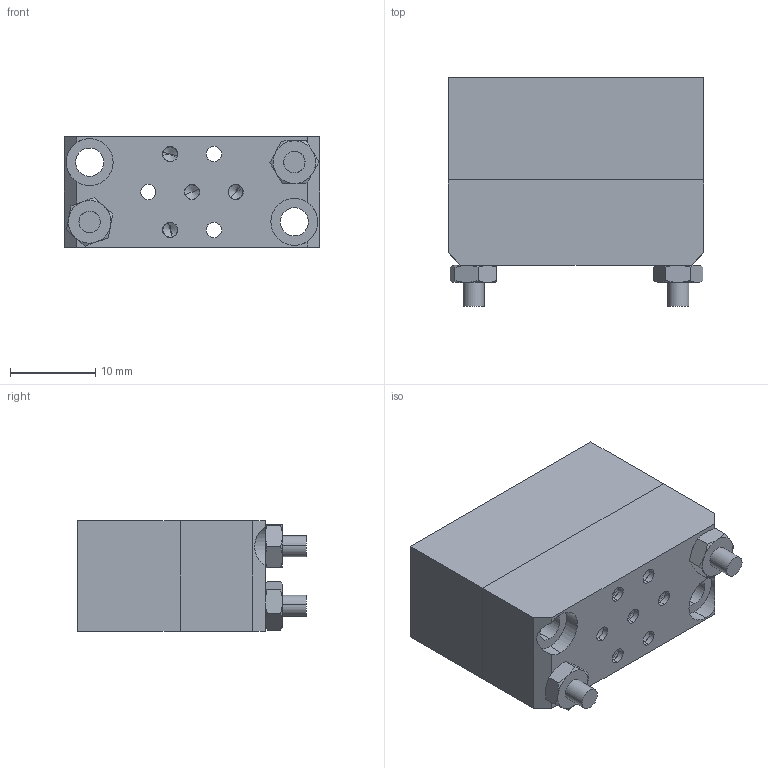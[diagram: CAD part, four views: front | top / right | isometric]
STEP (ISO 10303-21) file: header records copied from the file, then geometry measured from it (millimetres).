
FILE_DESCRIPTION (( 'STEP AP214' ), '1' );
FILE_NAME ('267-CON12K-4.STEP', '2014-02-13T14:56:07', ( 'allectra' ), ( 'Microsoft' ), 'SwSTEP 2.0', 'SolidWorks 2013', '' );
FILE_SCHEMA (( 'AUTOMOTIVE_DESIGN' ));
Length unit declared in the file: millimetre
Products named in the file (6): 9360-CRBC-1.3; 9267-CON12K-7-FP; 9267-CON12K-7-BP; Hexagon Nut ISO 4032 - M2.5 - D - N_Hexagon Nut ISO 4032 - M2.5 - D - N; ISO 1580 - M2.5 x 25 --- 25C_ISO 1580 - M2.5 x 25 --- 25C; 267-CON12K-4
Assembly tree (10 placements, depth 2):
  267-CON12K-4
    9267-CON12K-7-FP
    9267-CON12K-7-BP
    9360-CRBC-1.3  x4
    ISO 1580 - M2.5 x 25 --- 25C_ISO 1580 - M2.5 x 25 --- 25C  x2
    Hexagon Nut ISO 4032 - M2.5 - D - N_Hexagon Nut ISO 4032 - M2.5 - D - N  x2
Bounding box: 30 x 26.8 x 13 mm (x, y, z)
Volume: 7547.4 mm3; surface area: 7034.1 mm2
Topology: 10 solids, 10 shells, 370 faces, 892 edges, 560 vertices
Faces by surface type: cylinder 148, plane 130, cone 80, torus 12
Entity records: 6834 total; most frequent: CARTESIAN_POINT 1258, DIRECTION 1208, ORIENTED_EDGE 1028, EDGE_CURVE 514, AXIS2_PLACEMENT_3D 501, VERTEX_POINT 325, EDGE_LOOP 287, CIRCLE 270
